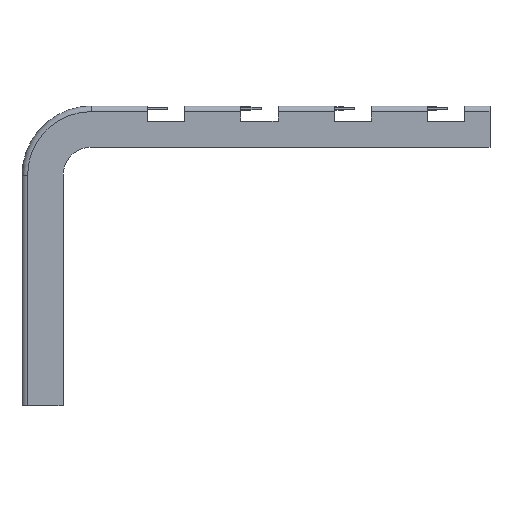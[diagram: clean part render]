
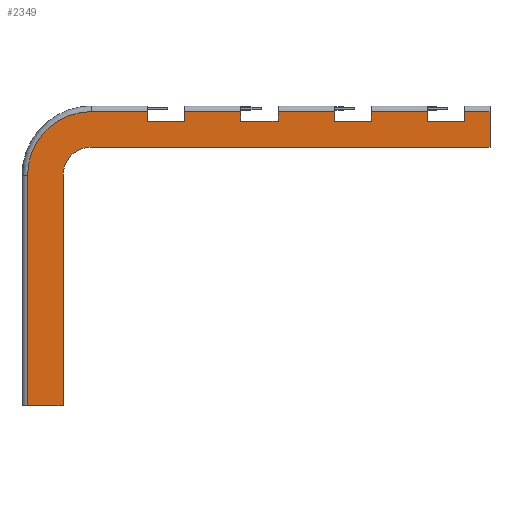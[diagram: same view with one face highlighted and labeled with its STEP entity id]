
A CAD part, left-side view. The second image highlights one B-rep face of the part: STEP entity #2349.
In plain terms, the highlighted planar face has unit normal (-1, 0, 0).
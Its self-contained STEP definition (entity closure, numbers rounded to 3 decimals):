
#81=FACE_OUTER_BOUND('',#199,.T.);
#199=EDGE_LOOP('',(#1719,#1720,#1721,#1722,#1723,#1724,#1725,#1726,#1727,
#1728,#1729,#1730,#1731,#1732,#1733,#1734,#1735,#1736,#1737,#1738,#1739,
#1740,#1741,#1742));
#325=CIRCLE('',#2521,34.123);
#326=CIRCLE('',#2522,15.133);
#401=LINE('',#3448,#689);
#440=LINE('',#3539,#728);
#454=LINE('',#3573,#742);
#458=LINE('',#3584,#746);
#461=LINE('',#3590,#749);
#469=LINE('',#3606,#757);
#470=LINE('',#3608,#758);
#471=LINE('',#3609,#759);
#472=LINE('',#3611,#760);
#473=LINE('',#3613,#761);
#474=LINE('',#3614,#762);
#475=LINE('',#3616,#763);
#476=LINE('',#3618,#764);
#477=LINE('',#3620,#765);
#478=LINE('',#3622,#766);
#479=LINE('',#3624,#767);
#480=LINE('',#3626,#768);
#481=LINE('',#3628,#769);
#482=LINE('',#3632,#770);
#483=LINE('',#3634,#771);
#484=LINE('',#3636,#772);
#485=LINE('',#3639,#773);
#689=VECTOR('',#2758,1.);
#728=VECTOR('',#2823,1.);
#742=VECTOR('',#2849,1.);
#746=VECTOR('',#2859,1.);
#749=VECTOR('',#2864,1.);
#757=VECTOR('',#2874,1.);
#758=VECTOR('',#2875,1.);
#759=VECTOR('',#2876,1.);
#760=VECTOR('',#2877,1.);
#761=VECTOR('',#2878,1.);
#762=VECTOR('',#2879,1.);
#763=VECTOR('',#2880,1.);
#764=VECTOR('',#2881,1.);
#765=VECTOR('',#2882,1.);
#766=VECTOR('',#2883,1.);
#767=VECTOR('',#2884,1.);
#768=VECTOR('',#2885,1.);
#769=VECTOR('',#2886,1.);
#770=VECTOR('',#2889,1.);
#771=VECTOR('',#2890,1.);
#772=VECTOR('',#2891,1.);
#773=VECTOR('',#2894,1.);
#991=VERTEX_POINT('',#3445);
#992=VERTEX_POINT('',#3447);
#1030=VERTEX_POINT('',#3536);
#1031=VERTEX_POINT('',#3538);
#1044=VERTEX_POINT('',#3570);
#1045=VERTEX_POINT('',#3572);
#1048=VERTEX_POINT('',#3580);
#1051=VERTEX_POINT('',#3589);
#1058=VERTEX_POINT('',#3605);
#1059=VERTEX_POINT('',#3607);
#1060=VERTEX_POINT('',#3610);
#1061=VERTEX_POINT('',#3612);
#1062=VERTEX_POINT('',#3615);
#1063=VERTEX_POINT('',#3617);
#1064=VERTEX_POINT('',#3619);
#1065=VERTEX_POINT('',#3621);
#1066=VERTEX_POINT('',#3623);
#1067=VERTEX_POINT('',#3625);
#1068=VERTEX_POINT('',#3627);
#1069=VERTEX_POINT('',#3629);
#1070=VERTEX_POINT('',#3631);
#1071=VERTEX_POINT('',#3633);
#1072=VERTEX_POINT('',#3635);
#1073=VERTEX_POINT('',#3637);
#1245=EDGE_CURVE('',#992,#991,#401,.T.);
#1291=EDGE_CURVE('',#1031,#1030,#440,.T.);
#1308=EDGE_CURVE('',#1045,#1044,#454,.T.);
#1314=EDGE_CURVE('',#1031,#1048,#458,.T.);
#1317=EDGE_CURVE('',#1048,#1051,#461,.T.);
#1325=EDGE_CURVE('',#1030,#1058,#469,.T.);
#1326=EDGE_CURVE('',#1058,#1059,#470,.T.);
#1327=EDGE_CURVE('',#1045,#1059,#471,.T.);
#1328=EDGE_CURVE('',#1044,#1060,#472,.T.);
#1329=EDGE_CURVE('',#1060,#1061,#473,.T.);
#1330=EDGE_CURVE('',#992,#1061,#474,.T.);
#1331=EDGE_CURVE('',#991,#1062,#475,.T.);
#1332=EDGE_CURVE('',#1062,#1063,#476,.T.);
#1333=EDGE_CURVE('',#1064,#1063,#477,.T.);
#1334=EDGE_CURVE('',#1064,#1065,#478,.T.);
#1335=EDGE_CURVE('',#1065,#1066,#479,.T.);
#1336=EDGE_CURVE('',#1066,#1067,#480,.T.);
#1337=EDGE_CURVE('',#1068,#1067,#481,.T.);
#1338=EDGE_CURVE('',#1069,#1068,#325,.T.);
#1339=EDGE_CURVE('',#1070,#1069,#482,.T.);
#1340=EDGE_CURVE('',#1070,#1071,#483,.T.);
#1341=EDGE_CURVE('',#1071,#1072,#484,.T.);
#1342=EDGE_CURVE('',#1072,#1073,#326,.T.);
#1343=EDGE_CURVE('',#1073,#1051,#485,.T.);
#1719=ORIENTED_EDGE('',*,*,#1314,.F.);
#1720=ORIENTED_EDGE('',*,*,#1291,.T.);
#1721=ORIENTED_EDGE('',*,*,#1325,.T.);
#1722=ORIENTED_EDGE('',*,*,#1326,.T.);
#1723=ORIENTED_EDGE('',*,*,#1327,.F.);
#1724=ORIENTED_EDGE('',*,*,#1308,.T.);
#1725=ORIENTED_EDGE('',*,*,#1328,.T.);
#1726=ORIENTED_EDGE('',*,*,#1329,.T.);
#1727=ORIENTED_EDGE('',*,*,#1330,.F.);
#1728=ORIENTED_EDGE('',*,*,#1245,.T.);
#1729=ORIENTED_EDGE('',*,*,#1331,.T.);
#1730=ORIENTED_EDGE('',*,*,#1332,.T.);
#1731=ORIENTED_EDGE('',*,*,#1333,.F.);
#1732=ORIENTED_EDGE('',*,*,#1334,.T.);
#1733=ORIENTED_EDGE('',*,*,#1335,.T.);
#1734=ORIENTED_EDGE('',*,*,#1336,.T.);
#1735=ORIENTED_EDGE('',*,*,#1337,.F.);
#1736=ORIENTED_EDGE('',*,*,#1338,.F.);
#1737=ORIENTED_EDGE('',*,*,#1339,.F.);
#1738=ORIENTED_EDGE('',*,*,#1340,.T.);
#1739=ORIENTED_EDGE('',*,*,#1341,.T.);
#1740=ORIENTED_EDGE('',*,*,#1342,.T.);
#1741=ORIENTED_EDGE('',*,*,#1343,.T.);
#1742=ORIENTED_EDGE('',*,*,#1317,.F.);
#2252=PLANE('',#2520);
#2349=ADVANCED_FACE('',(#81),#2252,.T.);
#2520=AXIS2_PLACEMENT_3D('',#3604,#2872,#2873);
#2521=AXIS2_PLACEMENT_3D('',#3630,#2887,#2888);
#2522=AXIS2_PLACEMENT_3D('',#3638,#2892,#2893);
#2758=DIRECTION('',(0.,0.,-1.));
#2823=DIRECTION('',(0.,0.,-1.));
#2849=DIRECTION('',(0.,0.,-1.));
#2859=DIRECTION('',(0.,-1.,0.));
#2864=DIRECTION('',(0.,0.,-1.));
#2872=DIRECTION('center_axis',(-1.,0.,0.));
#2873=DIRECTION('ref_axis',(0.,-1.,0.));
#2874=DIRECTION('',(0.,1.,0.));
#2875=DIRECTION('',(0.,0.,1.));
#2876=DIRECTION('',(0.,-1.,0.));
#2877=DIRECTION('',(0.,1.,0.));
#2878=DIRECTION('',(0.,0.,1.));
#2879=DIRECTION('',(0.,-1.,0.));
#2880=DIRECTION('',(0.,1.,0.));
#2881=DIRECTION('',(0.,0.,1.));
#2882=DIRECTION('',(0.,-1.,0.));
#2883=DIRECTION('',(0.,0.,-1.));
#2884=DIRECTION('',(0.,1.,0.));
#2885=DIRECTION('',(0.,0.,1.));
#2886=DIRECTION('',(0.,-1.,0.));
#2887=DIRECTION('center_axis',(1.,0.,0.));
#2888=DIRECTION('ref_axis',(0.,0.707,0.707));
#2889=DIRECTION('',(0.,0.,1.));
#2890=DIRECTION('',(0.,-1.,0.));
#2891=DIRECTION('',(0.,0.,1.));
#2892=DIRECTION('center_axis',(1.,0.,0.));
#2893=DIRECTION('ref_axis',(0.,1.,0.));
#2894=DIRECTION('',(0.,-1.,0.));
#3445=CARTESIAN_POINT('',(25.701,-114.735,159.666));
#3447=CARTESIAN_POINT('',(25.701,-114.735,164.829));
#3448=CARTESIAN_POINT('',(25.701,-114.735,83.436));
#3536=CARTESIAN_POINT('',(25.701,-214.735,159.666));
#3538=CARTESIAN_POINT('',(25.701,-214.735,164.829));
#3539=CARTESIAN_POINT('',(25.701,-214.735,83.436));
#3570=CARTESIAN_POINT('',(25.701,-164.735,159.666));
#3572=CARTESIAN_POINT('',(25.701,-164.735,164.829));
#3573=CARTESIAN_POINT('',(25.701,-164.735,83.436));
#3580=CARTESIAN_POINT('',(25.701,-228.235,164.829));
#3584=CARTESIAN_POINT('',(25.701,3.993,164.829));
#3589=CARTESIAN_POINT('',(25.701,-228.235,145.839));
#3590=CARTESIAN_POINT('',(25.701,-228.235,168.161));
#3604=CARTESIAN_POINT('Origin',(25.701,22.72,7.206));
#3605=CARTESIAN_POINT('',(25.701,-194.735,159.666));
#3606=CARTESIAN_POINT('',(25.701,-91.007,159.666));
#3607=CARTESIAN_POINT('',(25.701,-194.735,164.829));
#3608=CARTESIAN_POINT('',(25.701,-194.735,83.436));
#3609=CARTESIAN_POINT('',(25.701,3.993,164.829));
#3610=CARTESIAN_POINT('',(25.701,-144.735,159.666));
#3611=CARTESIAN_POINT('',(25.701,-66.007,159.666));
#3612=CARTESIAN_POINT('',(25.701,-144.735,164.829));
#3613=CARTESIAN_POINT('',(25.701,-144.735,83.436));
#3614=CARTESIAN_POINT('',(25.701,3.993,164.829));
#3615=CARTESIAN_POINT('',(25.701,-94.735,159.666));
#3616=CARTESIAN_POINT('',(25.701,-41.007,159.666));
#3617=CARTESIAN_POINT('',(25.701,-94.735,164.829));
#3618=CARTESIAN_POINT('',(25.701,-94.735,83.436));
#3619=CARTESIAN_POINT('',(25.701,-64.735,164.829));
#3620=CARTESIAN_POINT('',(25.701,3.993,164.829));
#3621=CARTESIAN_POINT('',(25.701,-64.735,159.666));
#3622=CARTESIAN_POINT('',(25.701,-64.735,83.436));
#3623=CARTESIAN_POINT('',(25.701,-44.735,159.666));
#3624=CARTESIAN_POINT('',(25.701,-16.007,159.666));
#3625=CARTESIAN_POINT('',(25.701,-44.735,164.829));
#3626=CARTESIAN_POINT('',(25.701,-44.735,83.436));
#3627=CARTESIAN_POINT('',(25.701,-14.735,164.829));
#3628=CARTESIAN_POINT('',(25.701,3.993,164.829));
#3629=CARTESIAN_POINT('',(25.701,19.388,130.706));
#3630=CARTESIAN_POINT('Origin',(25.701,-14.735,130.706));
#3631=CARTESIAN_POINT('',(25.701,19.388,7.206));
#3632=CARTESIAN_POINT('',(25.701,19.388,7.206));
#3633=CARTESIAN_POINT('',(25.701,0.398,7.206));
#3634=CARTESIAN_POINT('',(25.701,22.72,7.206));
#3635=CARTESIAN_POINT('',(25.701,0.398,130.706));
#3636=CARTESIAN_POINT('',(25.701,0.398,7.206));
#3637=CARTESIAN_POINT('',(25.701,-14.735,145.839));
#3638=CARTESIAN_POINT('Origin',(25.701,-14.735,130.706));
#3639=CARTESIAN_POINT('',(25.701,-14.735,145.839));
